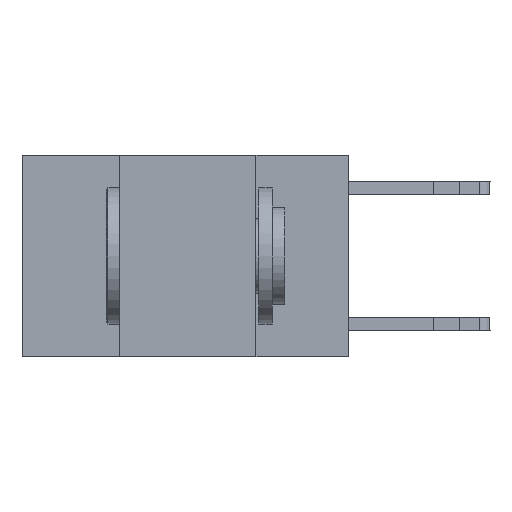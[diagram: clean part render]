
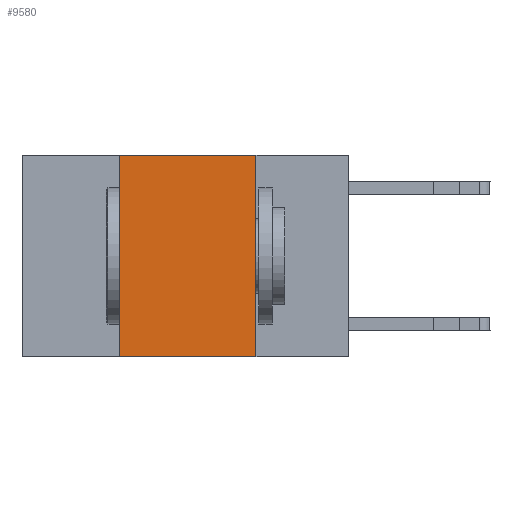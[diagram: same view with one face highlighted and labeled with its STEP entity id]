
A CAD part, left-side view. The second image highlights one B-rep face of the part: STEP entity #9580.
In plain terms, the highlighted planar face has unit normal (-1, 0, 0).
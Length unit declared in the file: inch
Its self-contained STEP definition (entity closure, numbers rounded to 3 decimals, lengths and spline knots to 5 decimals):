
#451 = CARTESIAN_POINT ( 'NONE',  ( 0., 0.6, -0.37 ) ) ;
#1813 = EDGE_CURVE ( 'NONE', #6398, #14066, #19209, .T. ) ;
#2499 = EDGE_CURVE ( 'NONE', #10855, #14066, #14121, .T. ) ;
#2582 = VERTEX_POINT ( 'NONE', #17921 ) ;
#3018 = ORIENTED_EDGE ( 'NONE', *, *, #1813, .F. ) ;
#4949 = CARTESIAN_POINT ( 'NONE',  ( 0., 0.6, 0. ) ) ;
#4970 = EDGE_CURVE ( 'NONE', #2582, #6398, #5040, .T. ) ;
#5040 = LINE ( 'NONE', #4949, #8204 ) ;
#6398 = VERTEX_POINT ( 'NONE', #17248 ) ;
#6538 = DIRECTION ( 'NONE',  ( 0., -1., 0. ) ) ;
#7253 = VECTOR ( 'NONE', #6538, 39.37008 ) ;
#7510 = PLANE ( 'NONE',  #12564 ) ;
#8204 = VECTOR ( 'NONE', #12254, 39.37008 ) ;
#8236 = CARTESIAN_POINT ( 'NONE',  ( 0., 0.42, 0. ) ) ;
#8604 = CARTESIAN_POINT ( 'NONE',  ( 0., 0.17, 0. ) ) ;
#9311 = DIRECTION ( 'NONE',  ( 1., 0., 0. ) ) ;
#9455 = ORIENTED_EDGE ( 'NONE', *, *, #4970, .F. ) ;
#9580 = ADVANCED_FACE ( 'NONE', ( #18490 ), #7510, .F. ) ;
#9796 = EDGE_LOOP ( 'NONE', ( #3018, #9455, #12620, #10943 ) ) ;
#10855 = VERTEX_POINT ( 'NONE', #19330 ) ;
#10898 = CARTESIAN_POINT ( 'NONE',  ( 0., 0.6, 0. ) ) ;
#10943 = ORIENTED_EDGE ( 'NONE', *, *, #2499, .T. ) ;
#11136 = LINE ( 'NONE', #8236, #15498 ) ;
#12254 = DIRECTION ( 'NONE',  ( 0., -1., 0. ) ) ;
#12564 = AXIS2_PLACEMENT_3D ( 'NONE', #10898, #9311, #15291 ) ;
#12620 = ORIENTED_EDGE ( 'NONE', *, *, #16550, .F. ) ;
#14066 = VERTEX_POINT ( 'NONE', #17706 ) ;
#14121 = LINE ( 'NONE', #451, #7253 ) ;
#14690 = DIRECTION ( 'NONE',  ( 0., 0., -1. ) ) ;
#14885 = VECTOR ( 'NONE', #14690, 39.37008 ) ;
#15291 = DIRECTION ( 'NONE',  ( 0., 0., -1. ) ) ;
#15498 = VECTOR ( 'NONE', #18838, 39.37008 ) ;
#16550 = EDGE_CURVE ( 'NONE', #10855, #2582, #11136, .T. ) ;
#17248 = CARTESIAN_POINT ( 'NONE',  ( 0., 0.17, 0. ) ) ;
#17706 = CARTESIAN_POINT ( 'NONE',  ( 0., 0.17, -0.37 ) ) ;
#17921 = CARTESIAN_POINT ( 'NONE',  ( 0., 0.42, 0. ) ) ;
#18490 = FACE_OUTER_BOUND ( 'NONE', #9796, .T. ) ;
#18838 = DIRECTION ( 'NONE',  ( 0., 0., 1. ) ) ;
#19209 = LINE ( 'NONE', #8604, #14885 ) ;
#19330 = CARTESIAN_POINT ( 'NONE',  ( 0., 0.42, -0.37 ) ) ;
